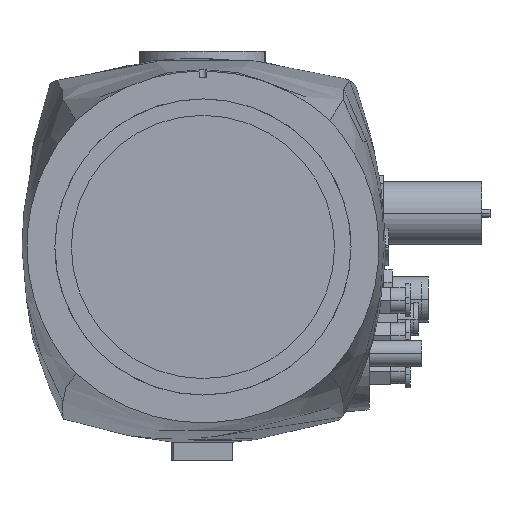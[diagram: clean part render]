
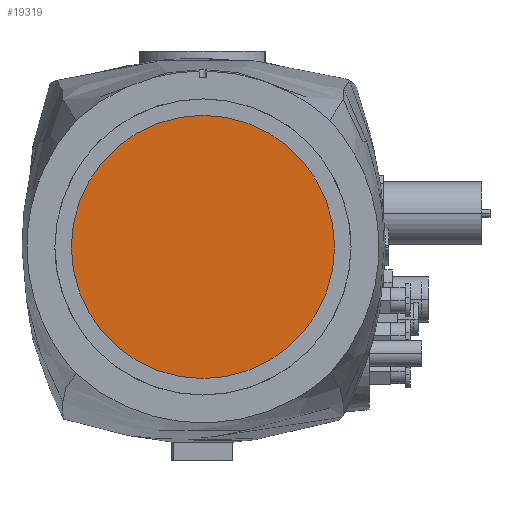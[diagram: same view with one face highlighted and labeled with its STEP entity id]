
A CAD part, left-side view. The second image highlights one B-rep face of the part: STEP entity #19319.
In plain terms, the highlighted planar face has unit normal (-1, 0, 0).
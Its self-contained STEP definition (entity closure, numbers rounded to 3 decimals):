
#19276=CARTESIAN_POINT('Vertex',(442.,-1040.,0.)) ;
#19279=CARTESIAN_POINT('Axis2P3D Location',(442.,-995.,0.)) ;
#19283=CARTESIAN_POINT('Vertex',(442.,-950.,0.)) ;
#19298=CARTESIAN_POINT('Axis2P3D Location',(442.,-995.,0.)) ;
#19310=CARTESIAN_POINT('Axis2P3D Location',(442.,0.,0.)) ;
#19280=DIRECTION('Axis2P3D Direction',(-1.,0.,0.)) ;
#19299=DIRECTION('Axis2P3D Direction',(-1.,0.,0.)) ;
#19311=DIRECTION('Axis2P3D Direction',(-1.,0.,0.)) ;
#19312=DIRECTION('Axis2P3D XDirection',(0.,-1.,0.)) ;
#19281=AXIS2_PLACEMENT_3D('Circle Axis2P3D',#19279,#19280,$) ;
#19300=AXIS2_PLACEMENT_3D('Circle Axis2P3D',#19298,#19299,$) ;
#19313=AXIS2_PLACEMENT_3D('Plane Axis2P3D',#19310,#19311,#19312) ;
#19316=ORIENTED_EDGE('',*,*,#19302,.T.) ;
#19317=ORIENTED_EDGE('',*,*,#19285,.T.) ;
#19319=ADVANCED_FACE('Axis4.1\\Part 5',(#19318),#19314,.T.) ;
#19282=CIRCLE('generated circle',#19281,45.) ;
#19301=CIRCLE('generated circle',#19300,45.) ;
#19285=EDGE_CURVE('',#19284,#19277,#19282,.T.) ;
#19302=EDGE_CURVE('',#19277,#19284,#19301,.T.) ;
#19315=EDGE_LOOP('',(#19316,#19317)) ;
#19318=FACE_OUTER_BOUND('',#19315,.T.) ;
#19314=PLANE('',#19313) ;
#19277=VERTEX_POINT('',#19276) ;
#19284=VERTEX_POINT('',#19283) ;
